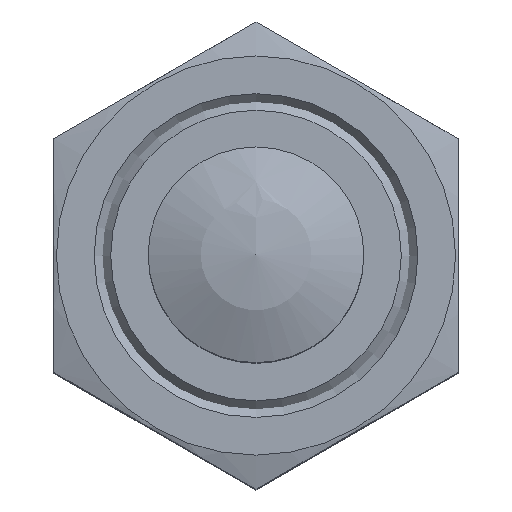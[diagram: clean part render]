
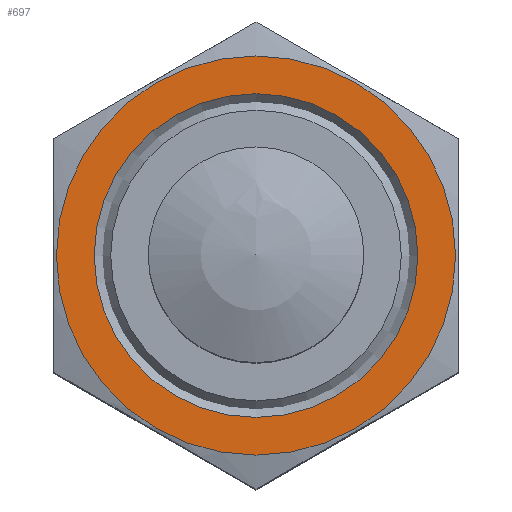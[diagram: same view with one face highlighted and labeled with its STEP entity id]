
A CAD part, top view. The second image highlights one B-rep face of the part: STEP entity #697.
In plain terms, the highlighted face is planar.
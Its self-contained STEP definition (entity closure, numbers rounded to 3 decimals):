
#106=PLANE('',#808);
#252=ORIENTED_EDGE('',*,*,#355,.F.);
#253=ORIENTED_EDGE('',*,*,#356,.T.);
#355=EDGE_CURVE('',#423,#423,#472,.T.);
#356=EDGE_CURVE('',#424,#424,#473,.T.);
#423=VERTEX_POINT('',#1205);
#424=VERTEX_POINT('',#1207);
#472=CIRCLE('',#809,7.4);
#473=CIRCLE('',#810,6.);
#542=EDGE_LOOP('',(#252));
#543=EDGE_LOOP('',(#253));
#627=FACE_BOUND('',#542,.T.);
#628=FACE_BOUND('',#543,.T.);
#697=ADVANCED_FACE('',(#627,#628),#106,.F.);
#808=AXIS2_PLACEMENT_3D('',#1203,#991,#992);
#809=AXIS2_PLACEMENT_3D('',#1204,#993,#994);
#810=AXIS2_PLACEMENT_3D('',#1206,#995,#996);
#991=DIRECTION('',(1.,0.,0.));
#992=DIRECTION('',(0.,0.,-1.));
#993=DIRECTION('',(1.,0.,0.));
#994=DIRECTION('',(0.,0.,-1.));
#995=DIRECTION('',(1.,0.,0.));
#996=DIRECTION('',(0.,0.,-1.));
#1203=CARTESIAN_POINT('',(0.,0.,0.));
#1204=CARTESIAN_POINT('',(0.,0.,0.));
#1205=CARTESIAN_POINT('',(0.,0.,-7.4));
#1206=CARTESIAN_POINT('',(0.,0.,0.));
#1207=CARTESIAN_POINT('',(0.,0.,-6.));
